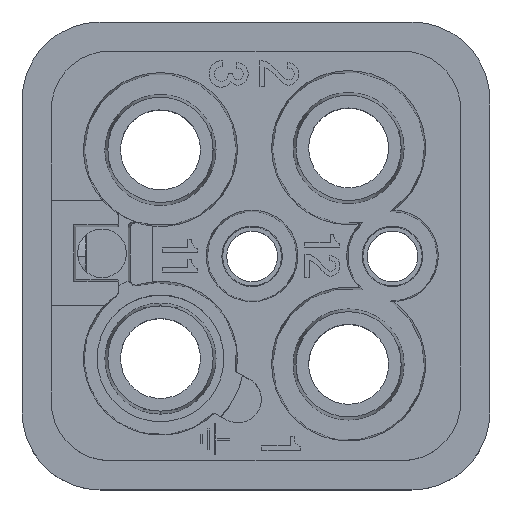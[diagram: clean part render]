
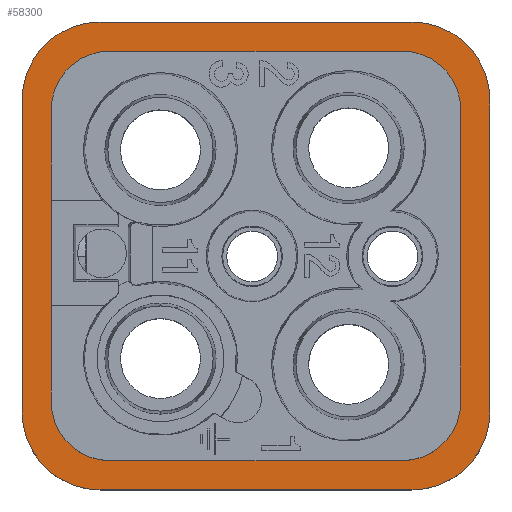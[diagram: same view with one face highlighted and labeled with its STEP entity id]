
A CAD part, top view. The second image highlights one B-rep face of the part: STEP entity #58300.
In plain terms, the highlighted face is planar.
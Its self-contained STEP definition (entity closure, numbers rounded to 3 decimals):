
#56680=CARTESIAN_POINT('',(44.888,42.907,
0.));
#56690=DIRECTION('',(-1.,0.,0.));
#56700=VECTOR('',#56690,1.);
#56710=LINE('',#56680,#56700);
#56720=CARTESIAN_POINT('',(62.248,42.907,
0.));
#56730=VERTEX_POINT('',#56720);
#56740=CARTESIAN_POINT('',(46.248,42.907,
0.));
#56750=VERTEX_POINT('',#56740);
#56760=EDGE_CURVE('',#56730,#56750,#56710,.T.);
#56940=CARTESIAN_POINT('',(59.71,42.907,
-22.217));
#56950=DIRECTION('',(0.,1.,0.));
#56960=DIRECTION('',(0.,0.,-1.));
#56970=AXIS2_PLACEMENT_3D('',#56940,#56950,#56960);
#56980=PLANE('',#56970);
#56990=CARTESIAN_POINT('',(61.748,42.907,
-4.5));
#57000=DIRECTION('',(0.,-1.,0.));
#57010=DIRECTION('',(0.,0.,-1.));
#57020=AXIS2_PLACEMENT_3D('',#56990,#57000,#57010);
#57030=CIRCLE('',#57020,3.);
#57040=CARTESIAN_POINT('',(64.748,42.907,
-4.5));
#57050=VERTEX_POINT('',#57040);
#57060=CARTESIAN_POINT('',(61.748,42.907,
-1.5));
#57070=VERTEX_POINT('',#57060);
#57080=EDGE_CURVE('',#57050,#57070,#57030,.T.);
#57090=ORIENTED_EDGE('',*,*,#57080,.F.);
#57100=CARTESIAN_POINT('',(0.,42.907,-1.5));
#57110=DIRECTION('',(1.,0.,0.));
#57120=VECTOR('',#57110,1.);
#57130=LINE('',#57100,#57120);
#57140=CARTESIAN_POINT('',(46.748,42.907,
-1.5));
#57150=VERTEX_POINT('',#57140);
#57160=EDGE_CURVE('',#57150,#57070,#57130,.T.);
#57170=ORIENTED_EDGE('',*,*,#57160,.T.);
#57180=CARTESIAN_POINT('',(46.748,42.907,
-4.5));
#57190=DIRECTION('',(0.,1.,0.));
#57200=DIRECTION('',(0.,0.,1.));
#57210=AXIS2_PLACEMENT_3D('',#57180,#57190,#57200);
#57220=CIRCLE('',#57210,3.);
#57230=CARTESIAN_POINT('',(43.748,42.907,
-4.5));
#57240=VERTEX_POINT('',#57230);
#57250=EDGE_CURVE('',#57240,#57150,#57220,.T.);
#57260=ORIENTED_EDGE('',*,*,#57250,.T.);
#57270=CARTESIAN_POINT('',(43.748,42.907,0.));
#57280=DIRECTION('',(0.,0.,-1.));
#57290=VECTOR('',#57280,1.);
#57300=LINE('',#57270,#57290);
#57310=CARTESIAN_POINT('',(43.748,42.907,
-19.5));
#57320=VERTEX_POINT('',#57310);
#57330=EDGE_CURVE('',#57240,#57320,#57300,.T.);
#57340=ORIENTED_EDGE('',*,*,#57330,.F.);
#57350=CARTESIAN_POINT('',(46.748,42.907,
-19.5));
#57360=DIRECTION('',(0.,1.,0.));
#57370=DIRECTION('',(0.,0.,1.));
#57380=AXIS2_PLACEMENT_3D('',#57350,#57360,#57370);
#57390=CIRCLE('',#57380,3.);
#57400=CARTESIAN_POINT('',(46.748,42.907,
-22.5));
#57410=VERTEX_POINT('',#57400);
#57420=EDGE_CURVE('',#57410,#57320,#57390,.T.);
#57430=ORIENTED_EDGE('',*,*,#57420,.T.);
#57440=CARTESIAN_POINT('',(0.,42.907,-22.5));
#57450=DIRECTION('',(1.,0.,0.));
#57460=VECTOR('',#57450,1.);
#57470=LINE('',#57440,#57460);
#57480=CARTESIAN_POINT('',(61.748,42.907,
-22.5));
#57490=VERTEX_POINT('',#57480);
#57500=EDGE_CURVE('',#57410,#57490,#57470,.T.);
#57510=ORIENTED_EDGE('',*,*,#57500,.F.);
#57520=CARTESIAN_POINT('',(61.748,42.907,
-19.5));
#57530=DIRECTION('',(0.,-1.,0.));
#57540=DIRECTION('',(0.,0.,-1.));
#57550=AXIS2_PLACEMENT_3D('',#57520,#57530,#57540);
#57560=CIRCLE('',#57550,3.);
#57570=CARTESIAN_POINT('',(64.748,42.907,
-19.5));
#57580=VERTEX_POINT('',#57570);
#57590=EDGE_CURVE('',#57490,#57580,#57560,.T.);
#57600=ORIENTED_EDGE('',*,*,#57590,.F.);
#57610=CARTESIAN_POINT('',(64.748,42.907,0.));
#57620=DIRECTION('',(0.,0.,1.));
#57630=VECTOR('',#57620,1.);
#57640=LINE('',#57610,#57630);
#57650=EDGE_CURVE('',#57580,#57050,#57640,.T.);
#57660=ORIENTED_EDGE('',*,*,#57650,.F.);
#57670=EDGE_LOOP('',(#57660,#57600,#57510,#57430,#57340,#57260,#57170,
#57090));
#57680=FACE_BOUND('',#57670,.T.);
#57690=CARTESIAN_POINT('',(44.888,42.907,
-24.));
#57700=DIRECTION('',(1.,0.,0.));
#57710=VECTOR('',#57700,1.);
#57720=LINE('',#57690,#57710);
#57730=CARTESIAN_POINT('',(46.248,42.907,
-24.));
#57740=VERTEX_POINT('',#57730);
#57750=CARTESIAN_POINT('',(62.248,42.907,
-24.));
#57760=VERTEX_POINT('',#57750);
#57770=EDGE_CURVE('',#57740,#57760,#57720,.T.);
#57780=ORIENTED_EDGE('',*,*,#57770,.T.);
#57790=CARTESIAN_POINT('',(46.248,42.907,
-20.));
#57800=DIRECTION('',(0.,1.,0.));
#57810=DIRECTION('',(0.,0.,-1.));
#57820=AXIS2_PLACEMENT_3D('',#57790,#57800,#57810);
#57830=CIRCLE('',#57820,4.);
#57840=CARTESIAN_POINT('',(42.248,42.907,
-20.));
#57850=VERTEX_POINT('',#57840);
#57860=EDGE_CURVE('',#57740,#57850,#57830,.T.);
#57870=ORIENTED_EDGE('',*,*,#57860,.F.);
#57880=CARTESIAN_POINT('',(42.248,42.907,
-13.469));
#57890=DIRECTION('',(0.,0.,-1.));
#57900=VECTOR('',#57890,1.);
#57910=LINE('',#57880,#57900);
#57920=CARTESIAN_POINT('',(42.248,42.907,
-4.));
#57930=VERTEX_POINT('',#57920);
#57940=EDGE_CURVE('',#57930,#57850,#57910,.T.);
#57950=ORIENTED_EDGE('',*,*,#57940,.T.);
#57960=CARTESIAN_POINT('',(46.248,42.907,
-4.));
#57970=DIRECTION('',(0.,1.,0.));
#57980=DIRECTION('',(0.,0.,-1.));
#57990=AXIS2_PLACEMENT_3D('',#57960,#57970,#57980);
#58000=CIRCLE('',#57990,4.);
#58010=EDGE_CURVE('',#57930,#56750,#58000,.T.);
#58020=ORIENTED_EDGE('',*,*,#58010,.F.);
#58030=ORIENTED_EDGE('',*,*,#56760,.T.);
#58040=CARTESIAN_POINT('',(62.248,42.907,
-4.));
#58050=DIRECTION('',(0.,1.,0.));
#58060=DIRECTION('',(0.,0.,-1.));
#58070=AXIS2_PLACEMENT_3D('',#58040,#58050,#58060);
#58080=CIRCLE('',#58070,4.);
#58090=CARTESIAN_POINT('',(66.248,42.907,
-4.));
#58100=VERTEX_POINT('',#58090);
#58110=EDGE_CURVE('',#56730,#58100,#58080,.T.);
#58120=ORIENTED_EDGE('',*,*,#58110,.F.);
#58130=CARTESIAN_POINT('',(66.248,42.907,
-13.469));
#58140=DIRECTION('',(0.,0.,1.));
#58150=VECTOR('',#58140,1.);
#58160=LINE('',#58130,#58150);
#58170=CARTESIAN_POINT('',(66.248,42.907,
-20.));
#58180=VERTEX_POINT('',#58170);
#58190=EDGE_CURVE('',#58180,#58100,#58160,.T.);
#58200=ORIENTED_EDGE('',*,*,#58190,.T.);
#58210=CARTESIAN_POINT('',(62.248,42.907,
-20.));
#58220=DIRECTION('',(0.,1.,0.));
#58230=DIRECTION('',(0.,0.,-1.));
#58240=AXIS2_PLACEMENT_3D('',#58210,#58220,#58230);
#58250=CIRCLE('',#58240,4.);
#58260=EDGE_CURVE('',#58180,#57760,#58250,.T.);
#58270=ORIENTED_EDGE('',*,*,#58260,.F.);
#58280=EDGE_LOOP('',(#58270,#58200,#58120,#58030,#58020,#57950,#57870,
#57780));
#58290=FACE_OUTER_BOUND('',#58280,.T.);
#58300=ADVANCED_FACE('',(#57680,#58290),#56980,.F.);
